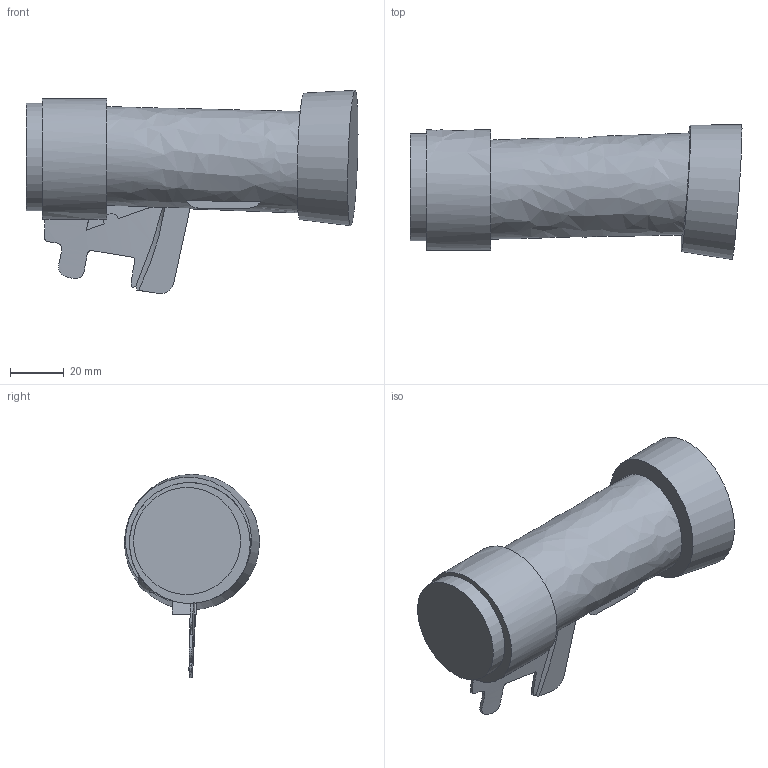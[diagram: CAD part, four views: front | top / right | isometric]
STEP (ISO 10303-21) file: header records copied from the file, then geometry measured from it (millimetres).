
FILE_DESCRIPTION(('STEP AP214'),'1');
FILE_NAME('22JM.stp','2019-05-31T03:25:22',(' '),(' '),'Spatial InterOp 3D',' ',' ');
FILE_SCHEMA(('automotive_design'));
Length unit declared in the file: millimetre
Products named in the file (1): 1
Bounding box: 123.47 x 50.25 x 75.6 mm (x, y, z)
Volume: 163082.9 mm3; surface area: 22985.7 mm2
Topology: 1 solids, 1 shells, 72 faces, 196 edges, 129 vertices
Faces by surface type: bspline 72
Entity records: 3089 total; most frequent: CARTESIAN_POINT 1624, ORIENTED_EDGE 370, DIRECTION 194, EDGE_CURVE 185, VERTEX_POINT 124, EDGE_LOOP 77, FACE_OUTER_BOUND 74, ADVANCED_FACE 70
